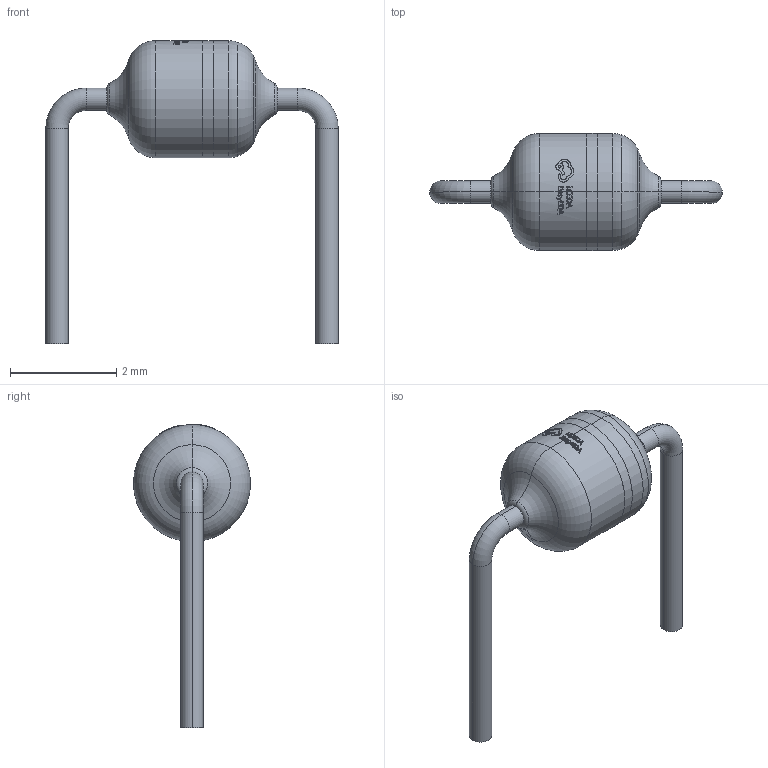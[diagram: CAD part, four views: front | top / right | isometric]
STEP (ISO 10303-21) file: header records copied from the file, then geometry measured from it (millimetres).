
FILE_DESCRIPTION (( 'STEP AP214' ), '1' );
FILE_NAME ('CAP-TH_BD2.2-L3.2-P5.08.step', '2022-07-01T07:12:16', ( '' ), ( '' ), 'SwSTEP 2.0', 'SolidWorks 2020', '' );
FILE_SCHEMA (( 'AUTOMOTIVE_DESIGN' ));
Length unit declared in the file: millimetre
Products named in the file (1): CAP-TH_BD2.2-L3.2-P5.08
Bounding box: 5.5 x 2.2 x 5.71 mm (x, y, z)
Volume: 10.4 mm3; surface area: 35.9 mm2
Topology: 1 solids, 1 shells, 267 faces, 711 edges, 466 vertices
Faces by surface type: bspline 201, cylinder 40, torus 20, plane 6
Entity records: 12158 total; most frequent: CARTESIAN_POINT 4368, ORIENTED_EDGE 1422, EDGE_CURVE 711, B_SPLINE_CURVE_WITH_KNOTS 623, VERTEX_POINT 466, EDGE_LOOP 287, DIRECTION 286, FACE_OUTER_BOUND 267
